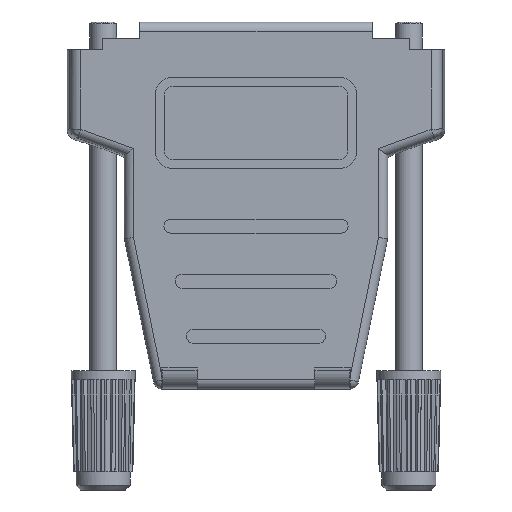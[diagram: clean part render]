
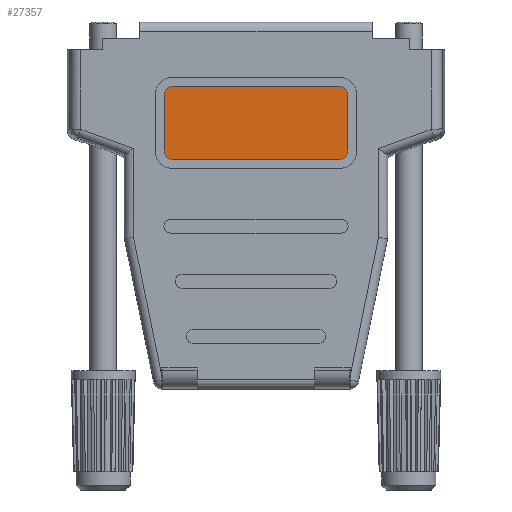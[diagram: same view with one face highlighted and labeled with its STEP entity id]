
A CAD part, front view. The second image highlights one B-rep face of the part: STEP entity #27357.
In plain terms, the highlighted planar face has unit normal (0, -1, 0).
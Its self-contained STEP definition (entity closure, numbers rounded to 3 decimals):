
#587 = DIRECTION ( 'NONE',  ( 0., -1., 0. ) ) ;
#609 = DIRECTION ( 'NONE',  ( -1., 0., 0. ) ) ;
#877 = DIRECTION ( 'NONE',  ( 0., 0., 1. ) ) ;
#2117 = ORIENTED_EDGE ( 'NONE', *, *, #26806, .T. ) ;
#2444 = AXIS2_PLACEMENT_3D ( 'NONE', #5254, #23056, #20878 ) ;
#2582 = EDGE_CURVE ( 'NONE', #20986, #10678, #5113, .T. ) ;
#2800 = CARTESIAN_POINT ( 'NONE',  ( -9., 0.2, -15. ) ) ;
#2820 = CARTESIAN_POINT ( 'NONE',  ( -9., 0.2, -15. ) ) ;
#3835 = CIRCLE ( 'NONE', #19200, 1. ) ;
#4412 = EDGE_CURVE ( 'NONE', #13280, #20986, #11506, .T. ) ;
#4501 = VERTEX_POINT ( 'NONE', #2820 ) ;
#4883 = DIRECTION ( 'NONE',  ( 0., -1., 0. ) ) ;
#4975 = FACE_OUTER_BOUND ( 'NONE', #6895, .T. ) ;
#5113 = LINE ( 'NONE', #7158, #25919 ) ;
#5254 = CARTESIAN_POINT ( 'NONE',  ( -9., 0.2, -14. ) ) ;
#5927 = ORIENTED_EDGE ( 'NONE', *, *, #23405, .T. ) ;
#6895 = EDGE_LOOP ( 'NONE', ( #14000, #5927, #2117, #20710, #23843, #20386, #26935, #28610 ) ) ;
#6920 = CARTESIAN_POINT ( 'NONE',  ( -9., 0.2, -8. ) ) ;
#7158 = CARTESIAN_POINT ( 'NONE',  ( 10., 0.2, -14. ) ) ;
#7321 = LINE ( 'NONE', #2800, #14095 ) ;
#7362 = CARTESIAN_POINT ( 'NONE',  ( 9., 0.2, -8. ) ) ;
#9443 = VERTEX_POINT ( 'NONE', #28677 ) ;
#9485 = DIRECTION ( 'NONE',  ( 0., 0., -1. ) ) ;
#9831 = VERTEX_POINT ( 'NONE', #16800 ) ;
#10678 = VERTEX_POINT ( 'NONE', #15696 ) ;
#11001 = DIRECTION ( 'NONE',  ( 0., -1., 0. ) ) ;
#11004 = CARTESIAN_POINT ( 'NONE',  ( 9., 0.2, -14. ) ) ;
#11101 = CARTESIAN_POINT ( 'NONE',  ( -10., 0.2, -14. ) ) ;
#11506 = CIRCLE ( 'NONE', #17590, 1. ) ;
#11574 = DIRECTION ( 'NONE',  ( 0., 0., -1. ) ) ;
#13280 = VERTEX_POINT ( 'NONE', #23680 ) ;
#13429 = LINE ( 'NONE', #15059, #25481 ) ;
#13738 = DIRECTION ( 'NONE',  ( 1., 0., 0. ) ) ;
#13871 = PLANE ( 'NONE',  #21563 ) ;
#14000 = ORIENTED_EDGE ( 'NONE', *, *, #22250, .T. ) ;
#14095 = VECTOR ( 'NONE', #13738, 1000. ) ;
#14670 = EDGE_CURVE ( 'NONE', #9443, #25943, #13429, .T. ) ;
#15059 = CARTESIAN_POINT ( 'NONE',  ( -10., 0.2, -8. ) ) ;
#15696 = CARTESIAN_POINT ( 'NONE',  ( 10., 0.2, -8. ) ) ;
#16085 = LINE ( 'NONE', #25000, #24343 ) ;
#16800 = CARTESIAN_POINT ( 'NONE',  ( -9., 0.2, -7. ) ) ;
#17590 = AXIS2_PLACEMENT_3D ( 'NONE', #11004, #24588, #11574 ) ;
#18645 = VERTEX_POINT ( 'NONE', #21976 ) ;
#19200 = AXIS2_PLACEMENT_3D ( 'NONE', #6920, #11001, #19919 ) ;
#19919 = DIRECTION ( 'NONE',  ( 0., 0., -1. ) ) ;
#20070 = CARTESIAN_POINT ( 'NONE',  ( 10., 0.2, -14. ) ) ;
#20162 = CIRCLE ( 'NONE', #2444, 1. ) ;
#20386 = ORIENTED_EDGE ( 'NONE', *, *, #22552, .T. ) ;
#20588 = CARTESIAN_POINT ( 'NONE',  ( 9., 0.2, -8. ) ) ;
#20710 = ORIENTED_EDGE ( 'NONE', *, *, #14670, .T. ) ;
#20878 = DIRECTION ( 'NONE',  ( 0., 0., -1. ) ) ;
#20986 = VERTEX_POINT ( 'NONE', #20070 ) ;
#21109 = CIRCLE ( 'NONE', #27155, 1. ) ;
#21220 = DIRECTION ( 'NONE',  ( 0., 0., -1. ) ) ;
#21563 = AXIS2_PLACEMENT_3D ( 'NONE', #20588, #587, #9485 ) ;
#21976 = CARTESIAN_POINT ( 'NONE',  ( 9., 0.2, -7. ) ) ;
#22250 = EDGE_CURVE ( 'NONE', #10678, #18645, #21109, .T. ) ;
#22552 = EDGE_CURVE ( 'NONE', #4501, #13280, #7321, .T. ) ;
#23056 = DIRECTION ( 'NONE',  ( 0., -1., 0. ) ) ;
#23405 = EDGE_CURVE ( 'NONE', #18645, #9831, #16085, .T. ) ;
#23680 = CARTESIAN_POINT ( 'NONE',  ( 9., 0.2, -15. ) ) ;
#23843 = ORIENTED_EDGE ( 'NONE', *, *, #28894, .T. ) ;
#24343 = VECTOR ( 'NONE', #609, 1000. ) ;
#24588 = DIRECTION ( 'NONE',  ( 0., -1., 0. ) ) ;
#25000 = CARTESIAN_POINT ( 'NONE',  ( 9., 0.2, -7. ) ) ;
#25481 = VECTOR ( 'NONE', #26308, 1000. ) ;
#25919 = VECTOR ( 'NONE', #877, 1000. ) ;
#25943 = VERTEX_POINT ( 'NONE', #11101 ) ;
#26308 = DIRECTION ( 'NONE',  ( 0., 0., -1. ) ) ;
#26806 = EDGE_CURVE ( 'NONE', #9831, #9443, #3835, .T. ) ;
#26935 = ORIENTED_EDGE ( 'NONE', *, *, #4412, .T. ) ;
#27155 = AXIS2_PLACEMENT_3D ( 'NONE', #7362, #4883, #21220 ) ;
#27357 = ADVANCED_FACE ( 'NONE', ( #4975 ), #13871, .T. ) ;
#28610 = ORIENTED_EDGE ( 'NONE', *, *, #2582, .T. ) ;
#28677 = CARTESIAN_POINT ( 'NONE',  ( -10., 0.2, -8. ) ) ;
#28894 = EDGE_CURVE ( 'NONE', #25943, #4501, #20162, .T. ) ;
